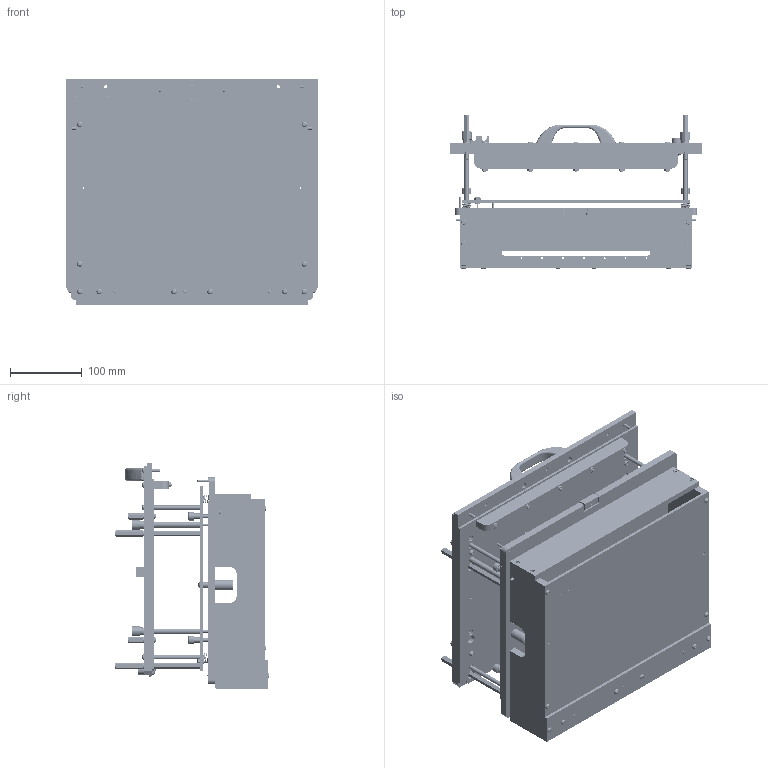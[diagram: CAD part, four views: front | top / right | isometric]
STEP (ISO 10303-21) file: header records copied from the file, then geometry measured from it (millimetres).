
FILE_DESCRIPTION (( 'STEP AP214' ), '1' );
FILE_NAME ('INGUN_108812.STEP', '2022-07-22T09:18:26', ( '' ), ( '' ), 'SwSTEP 2.0', 'SolidWorks 2018', '' );
FILE_SCHEMA (( 'AUTOMOTIVE_DESIGN' ));
Length unit declared in the file: millimetre
Products named in the file (58): 2196~6; 108740~1_S; 44193~3_S; 2393~0_S; DIN6325~n_04,0m6x016; DIN7991~n_M03,0x008 VA; DIN6325~n_03,0m6x016; 108737~1_S; Gewindebuchse~n_M04-09,5 offen; 43627~0_Hub 16mm<Standard>; 114199~0_S; 32457~0_S; 113165~0_S; 108739~1_S; 47719~0_S; ISO7380~n_M03,0x006; KS-113-Master~-k-s_KS-113 23; DIN934~n_M04,0; DIN912~n_M03,0x012; GKS-114-0015~-g-k-s_Hub = 08,0 <S>; ISO7380~n_M04,0x040; 41369~1_S; ISO7380~n_M04,0x020; DIN914~n_M04,0x25; Gewindebuchse~n_M05-03,9 offen; 108741~1_S; INGUN_108812; 41899~3_flexiebel <S>; 108736~1_S; 41367~6_S; SKB-II~-s-k-i-i_M4,0x40 Ku; 45716~1_flexibel <S>; DIN912~n_M08,0x012; DIN6325~n_03,0m6x024; 45721~0_S; SKB-II~-s-k-i-i_M4,0x73 St; 46869~0_S; 32293~0_S; 53731~0; DIN7979~n_04,0m6x020M3 ...
Assembly tree (145 placements, depth 4):
  INGUN_108812
    108740~1_S
      45716~1_flexibel <S>
        32457~0_S
        DIN7979~n_04,0m6x020M3  x2
        ISO7380~n_M03,0x006  x2
        41369~1_S  x4
        ISO7380~n_M04,0x020  x4
        DIN912~n_M03,0x012  x2
        2393~0_S  x2
        DIN125~n_03,2 M03,0  x2
      108741~1_S
      41367~6_S  x2
      ISO7380~n_M04,0x040  x5
      DIN934~n_M04,0  x5
      SKB-II~-s-k-i-i_M4,0x73 St  x4
      SKB-II~-s-k-i-i_M4,0x40 Ku  x4
      45721~0_S
      3283~0  x4
      DIN914~n_M04,0x25  x4
      ISO7380~n_M04,0x020  x4
      SKB-II~-s-k-i-i_M4,0x22 Ku  x4
      DIN912~n_M08,0x012
      47719~0_S
      113165~0_S
        3699~0
      DIN7991~n_M03,0x008 VA  x2
    108736~1_S
      108738~1_S
        108738~1
        Gewindebuchse~n_M04-09,5 offen  x6
      108737~1_S
        108737~1_S
        Gewindebuchse~n_M05-03,9 offen  x3
      41899~3_flexiebel <S>
        KS-113-Master~-k-s_KS-113 23
        GKS-114-0015~-g-k-s_Hub = 08,0 <S>
        53731~0
        3917~3_M 3 A
      108739~1_S
        108739~1_S
        DIN6325~n_04,0m6x016
      114199~0_S
        114199~0_S
        DIN6325~n_04,0m6x016
      45711~2
      44193~3_S
      45712~2_S
      43627~0_Hub 16mm<Standard>  x4
      2196~6  x2
      2229~6  x2
      46869~0_S  x4
      32293~0_S
      41880~3
      DIN7991~n_M03,0x008 VA
      53338~0  x4
      DIN912~n_M04,0x012  x4
      106590~0_S
      ISO7380~n_M04,0x012  x20
      DIN6325~n_03,0m6x016
Bounding box: 350 x 214.6 x 313 mm (x, y, z)
Volume: 3838180.1 mm3; surface area: 1049133.9 mm2
Topology: 138 solids, 138 shells, 4558 faces, 10918 edges, 7036 vertices
Faces by surface type: plane 1956, cylinder 1844, cone 490, torus 168, bspline 52, sphere 48
Entity records: 64934 total; most frequent: CARTESIAN_POINT 17367, DIRECTION 9779, ORIENTED_EDGE 8478, EDGE_CURVE 4239, AXIS2_PLACEMENT_3D 3874, VERTEX_POINT 2751, EDGE_LOOP 2270, LINE 2031
